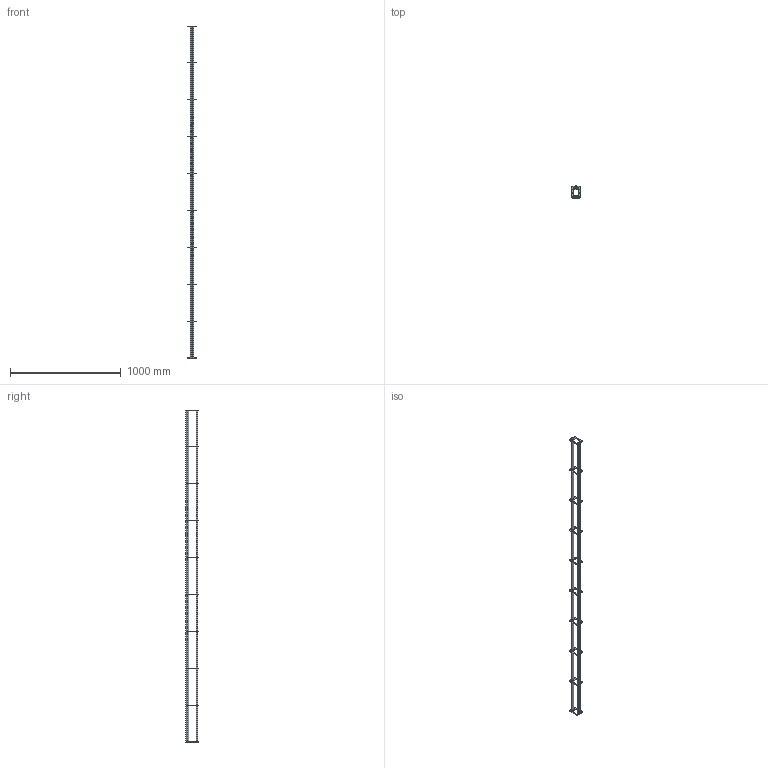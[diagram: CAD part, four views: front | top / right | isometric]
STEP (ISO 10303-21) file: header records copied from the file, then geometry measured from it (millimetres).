
FILE_DESCRIPTION (( 'STEP AP203' ), '1' );
FILE_NAME ('T63715.STEP', '2018-08-15T15:29:17', ( '' ), ( '' ), 'SwSTEP 2.0', 'SolidWorks 2016', '' );
FILE_SCHEMA (( 'CONFIG_CONTROL_DESIGN' ));
Length unit declared in the file: millimetre
Products named in the file (4): T63715; 15 X 10 X 1.5 ERW - RHS_15 X 10 X 1.5 ERW X 3.0M LG; TH2677; 1'''' DIA X 16 SWG ERW - CHS_1" DIA X 16 SWG ERW X 3.0M LG
Assembly tree (13 placements, depth 2):
  T63715
    1'''' DIA X 16 SWG ERW - CHS_1" DIA X 16 SWG ERW X 3.0M LG
    15 X 10 X 1.5 ERW - RHS_15 X 10 X 1.5 ERW X 3.0M LG  x2
    TH2677  x10
Bounding box: 75 x 108.7 x 3000 mm (x, y, z)
Volume: 862221.4 mm3; surface area: 1057632.6 mm2
Topology: 13 solids, 13 shells, 534 faces, 1524 edges, 1016 vertices
Faces by surface type: cylinder 322, plane 212
Entity records: 3036 total; most frequent: DIRECTION 442, CARTESIAN_POINT 406, ORIENTED_EDGE 384, EDGE_CURVE 192, AXIS2_PLACEMENT_3D 164, VERTEX_POINT 128, VECTOR 114, LINE 114
